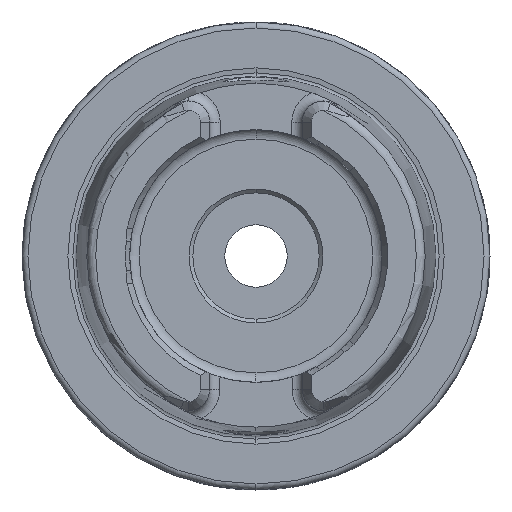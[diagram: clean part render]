
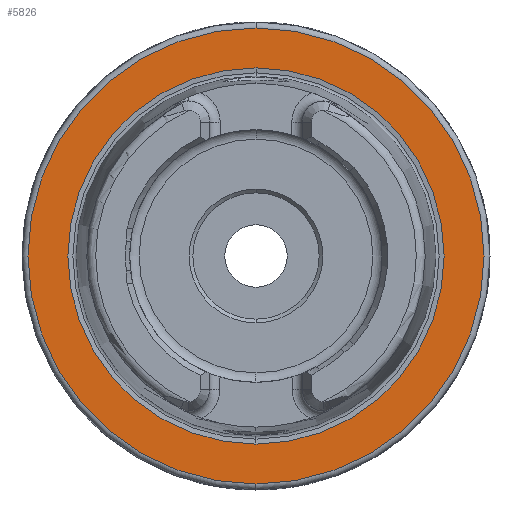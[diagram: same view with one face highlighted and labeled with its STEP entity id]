
A CAD part, left-side view. The second image highlights one B-rep face of the part: STEP entity #5826.
In plain terms, the highlighted planar face has unit normal (-1, 0, 0).
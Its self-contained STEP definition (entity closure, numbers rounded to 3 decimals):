
#170 = AXIS2_PLACEMENT_3D ( 'NONE', #4648, #4229, #3637 ) ;
#185 = DIRECTION ( 'NONE',  ( -1., 0., 0. ) ) ;
#345 = DIRECTION ( 'NONE',  ( 1., 0., 0. ) ) ;
#378 = DIRECTION ( 'NONE',  ( 0., 0., 1. ) ) ;
#397 = FACE_BOUND ( 'NONE', #7258, .T. ) ;
#455 = CIRCLE ( 'NONE', #3684, 25.324 ) ;
#526 = ORIENTED_EDGE ( 'NONE', *, *, #775, .F. ) ;
#756 = VERTEX_POINT ( 'NONE', #5383 ) ;
#775 = EDGE_CURVE ( 'NONE', #4226, #6155, #455, .T. ) ;
#994 = DIRECTION ( 'NONE',  ( 0., 0., -1. ) ) ;
#1778 = AXIS2_PLACEMENT_3D ( 'NONE', #3555, #345, #994 ) ;
#1779 = AXIS2_PLACEMENT_3D ( 'NONE', #8009, #4237, #378 ) ;
#2133 = ORIENTED_EDGE ( 'NONE', *, *, #5114, .T. ) ;
#2383 = CARTESIAN_POINT ( 'NONE',  ( 0., 0., -30.7 ) ) ;
#2399 = FACE_OUTER_BOUND ( 'NONE', #2615, .T. ) ;
#2615 = EDGE_LOOP ( 'NONE', ( #4140, #2133 ) ) ;
#3155 = VERTEX_POINT ( 'NONE', #2383 ) ;
#3203 = CIRCLE ( 'NONE', #170, 25.324 ) ;
#3555 = CARTESIAN_POINT ( 'NONE',  ( 0., 30.7, 0. ) ) ;
#3637 = DIRECTION ( 'NONE',  ( 0., 0., 1. ) ) ;
#3684 = AXIS2_PLACEMENT_3D ( 'NONE', #7270, #185, #7893 ) ;
#3868 = AXIS2_PLACEMENT_3D ( 'NONE', #3901, #7114, #4568 ) ;
#3901 = CARTESIAN_POINT ( 'NONE',  ( 0., 0., 0. ) ) ;
#3975 = ORIENTED_EDGE ( 'NONE', *, *, #4717, .F. ) ;
#4140 = ORIENTED_EDGE ( 'NONE', *, *, #7405, .T. ) ;
#4226 = VERTEX_POINT ( 'NONE', #8266 ) ;
#4229 = DIRECTION ( 'NONE',  ( -1., 0., 0. ) ) ;
#4237 = DIRECTION ( 'NONE',  ( -1., 0., 0. ) ) ;
#4568 = DIRECTION ( 'NONE',  ( 0., 0., 1. ) ) ;
#4591 = PLANE ( 'NONE',  #1778 ) ;
#4607 = CARTESIAN_POINT ( 'NONE',  ( 0., 0., 25.324 ) ) ;
#4648 = CARTESIAN_POINT ( 'NONE',  ( 0., 0., 0. ) ) ;
#4717 = EDGE_CURVE ( 'NONE', #6155, #4226, #3203, .T. ) ;
#5114 = EDGE_CURVE ( 'NONE', #3155, #756, #7357, .T. ) ;
#5383 = CARTESIAN_POINT ( 'NONE',  ( 0., 0., 30.7 ) ) ;
#5826 = ADVANCED_FACE ( 'NONE', ( #397, #2399 ), #4591, .F. ) ;
#5918 = CIRCLE ( 'NONE', #1779, 30.7 ) ;
#6155 = VERTEX_POINT ( 'NONE', #4607 ) ;
#7114 = DIRECTION ( 'NONE',  ( -1., 0., 0. ) ) ;
#7258 = EDGE_LOOP ( 'NONE', ( #3975, #526 ) ) ;
#7270 = CARTESIAN_POINT ( 'NONE',  ( 0., 0., 0. ) ) ;
#7357 = CIRCLE ( 'NONE', #3868, 30.7 ) ;
#7405 = EDGE_CURVE ( 'NONE', #756, #3155, #5918, .T. ) ;
#7893 = DIRECTION ( 'NONE',  ( 0., 0., 1. ) ) ;
#8009 = CARTESIAN_POINT ( 'NONE',  ( 0., 0., 0. ) ) ;
#8266 = CARTESIAN_POINT ( 'NONE',  ( 0., 0., -25.324 ) ) ;
